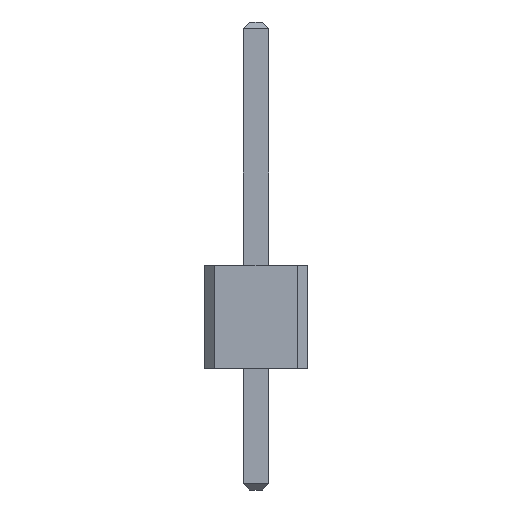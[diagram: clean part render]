
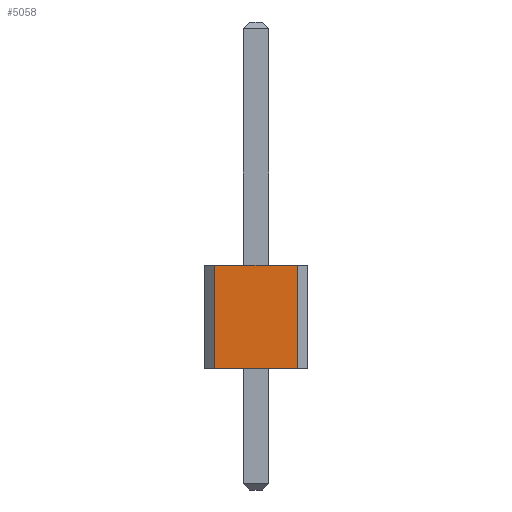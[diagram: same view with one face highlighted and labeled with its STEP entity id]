
A CAD part, front view. The second image highlights one B-rep face of the part: STEP entity #5058.
In plain terms, the highlighted planar face has unit normal (0, -1, 0).
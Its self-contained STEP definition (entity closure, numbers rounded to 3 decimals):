
#12=DIRECTION('',(0.,0.,1.));
#26=VECTOR('',#12,1.);
#88=DIRECTION('',(1.,0.,0.));
#517=VERTEX_POINT('',#518);
#518=CARTESIAN_POINT('',(-1.016,-72.39,0.));
#521=EDGE_CURVE('',#517,#522,#524,.T.);
#522=VERTEX_POINT('',#523);
#523=CARTESIAN_POINT('',(1.016,-72.39,0.));
#524=LINE('',#518,#525);
#525=VECTOR('',#88,1.);
#539=DIRECTION('',(0.,1.,0.));
#2150=VERTEX_POINT('',#2151);
#2151=CARTESIAN_POINT('',(-1.016,-72.39,2.54));
#2153=ORIENTED_EDGE('',*,*,#2154,.T.);
#2154=EDGE_CURVE('',#2150,#2155,#2157,.T.);
#2155=VERTEX_POINT('',#2156);
#2156=CARTESIAN_POINT('',(1.016,-72.39,2.54));
#2157=LINE('',#2151,#525);
#5043=EDGE_CURVE('',#517,#2150,#5044,.T.);
#5044=LINE('',#518,#26);
#5058=ADVANCED_FACE('',(#5059),#5066,.F.);
#5059=FACE_BOUND('',#5060,.F.);
#5060=EDGE_LOOP('',(#5061,#2153,#5062,#5065));
#5061=ORIENTED_EDGE('',*,*,#5043,.T.);
#5062=ORIENTED_EDGE('',*,*,#5063,.F.);
#5063=EDGE_CURVE('',#522,#2155,#5064,.T.);
#5064=LINE('',#523,#26);
#5065=ORIENTED_EDGE('',*,*,#521,.F.);
#5066=PLANE('',#5067);
#5067=AXIS2_PLACEMENT_3D('',#518,#539,#88);
